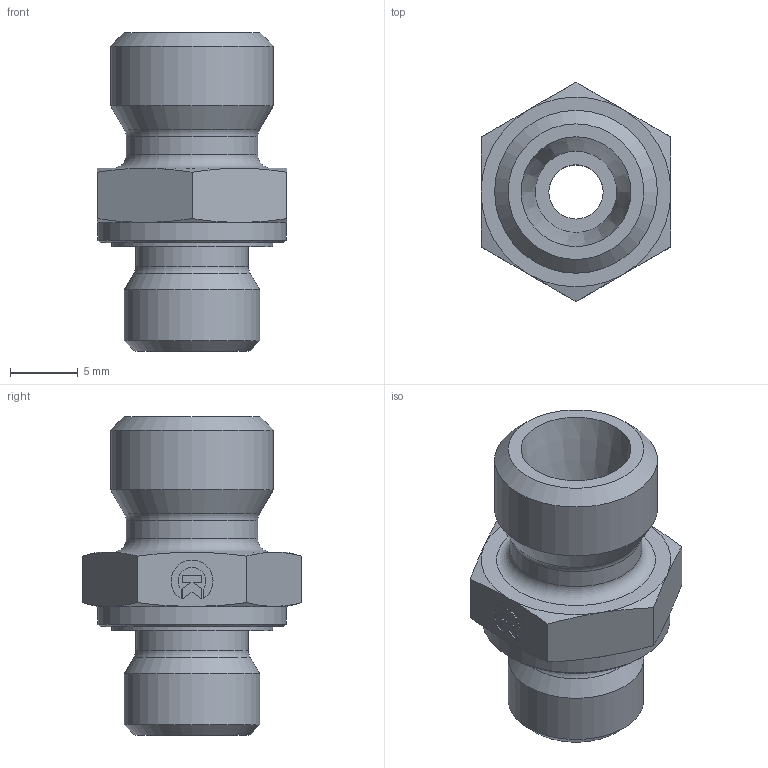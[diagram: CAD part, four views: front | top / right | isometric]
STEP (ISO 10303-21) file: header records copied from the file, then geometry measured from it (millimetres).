
FILE_DESCRIPTION((''),'2;1');
FILE_NAME('091061012.stp','2014-07-29T15:55:54',(''),('KNOMI spol. s r. o.'),'Autodesk Inventor 2012','Autodesk Inventor 2012','');
FILE_SCHEMA(('AUTOMOTIVE_DESIGN { 1 2 10303 214 0 1 1 1 }'));
Length unit declared in the file: millimetre
Products named in the file (3): PHEM2 6LM M10x1/M12x1; 092 06 1012; 609101018
Assembly tree (2 placements, depth 2):
  PHEM2 6LM M10x1/M12x1
    092 06 1012
    609101018
Bounding box: 14 x 16.17 x 23.5 mm (x, y, z)
Volume: 1979.2 mm3; surface area: 1709.9 mm2
Topology: 2 solids, 2 shells, 91 faces, 211 edges, 133 vertices
Faces by surface type: plane 45, cone 27, cylinder 14, torus 5
Full cylindrical faces by diameter (mm): 4 x1, 6 x1, 8.3 x1, 8.4 x1, 9.7 x1, 10 x1, 11.9 x1, 12 x2, 13.9 x1
Entity records: 2577 total; most frequent: CARTESIAN_POINT 482, DIRECTION 398, ORIENTED_EDGE 368, EDGE_CURVE 184, AXIS2_PLACEMENT_3D 154, VERTEX_POINT 130, EDGE_LOOP 128, FACE_OUTER_BOUND 91
